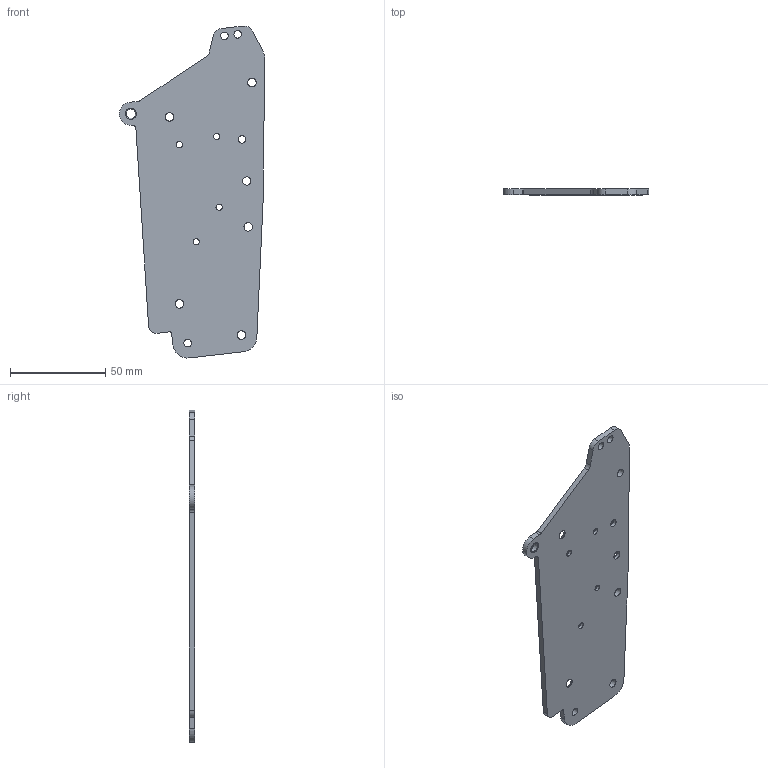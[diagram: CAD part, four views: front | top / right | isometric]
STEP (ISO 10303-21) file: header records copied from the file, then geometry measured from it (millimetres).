
FILE_DESCRIPTION(('STEP AP214'),'1');
FILE_NAME('.stp','2019-09-12T12:18:05',(' '),(' '),'Spatial InterOp 3D',' ',' ');
FILE_SCHEMA(('AUTOMOTIVE_DESIGN { 1 0 10303 214 1 1 1 1 }'));
Length unit declared in the file: millimetre
Products named in the file (1): 554 228 couvercle sans PE indI dérivé
Bounding box: 76.26 x 3 x 174.2 mm (x, y, z)
Volume: 28252.1 mm3; surface area: 20986.8 mm2
Topology: 1 solids, 1 shells, 59 faces, 158 edges, 107 vertices
Faces by surface type: cylinder 33, plane 19, cone 7
Full cylindrical faces by diameter (mm): 3.3 x4, 4 x4, 4.3 x1, 4.5 x5, 5 x1, 6.6 x5, 6.9 x1
Entity records: 2229 total; most frequent: DIRECTION 311, CARTESIAN_POINT 273, ORIENTED_EDGE 236, AXIS2_PLACEMENT_3D 133, EDGE_LOOP 123, EDGE_CURVE 118, VERTEX_POINT 95, FACE_OUTER_BOUND 80
